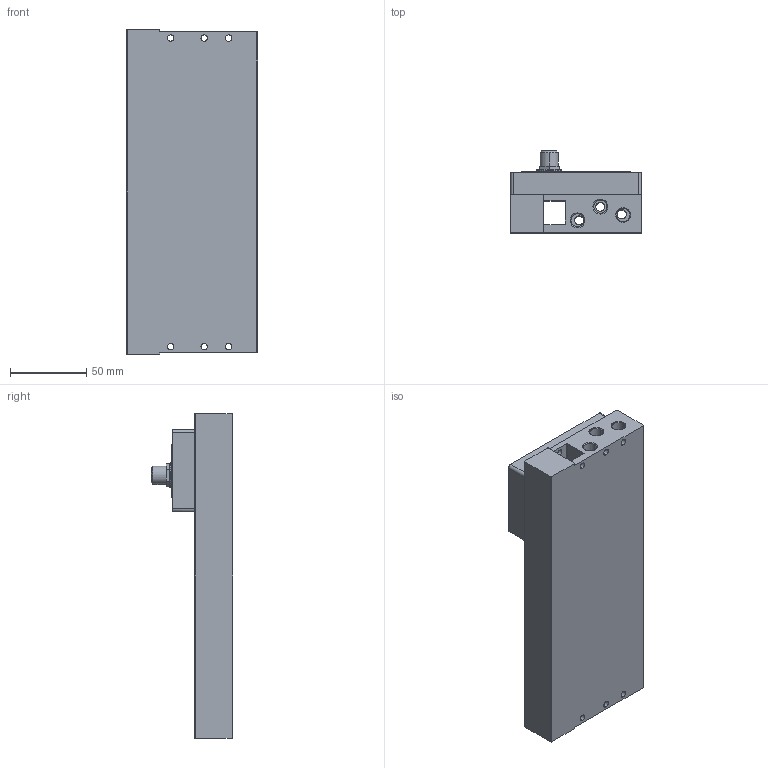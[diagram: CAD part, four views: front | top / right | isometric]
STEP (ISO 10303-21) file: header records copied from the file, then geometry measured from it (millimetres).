
FILE_DESCRIPTION (( 'STEP AP203' ), '1' );
FILE_NAME ('ES1VM-12F-M7LK16.STEP', '2022-08-23T11:54:14', ( '' ), ( '' ), 'SwSTEP 2.0', 'SolidWorks 2022', '' );
FILE_SCHEMA (( 'CONFIG_CONTROL_DESIGN' ));
Length unit declared in the file: millimetre
Products named in the file (1): ES1VM-12F-M7LK16
Bounding box: 86 x 53.6 x 213 mm (x, y, z)
Volume: 439542.9 mm3; surface area: 93499.5 mm2
Topology: 1 solids, 1 shells, 435 faces, 1060 edges, 682 vertices
Faces by surface type: cylinder 200, cone 112, plane 111, bspline 12
Entity records: 14061 total; most frequent: CARTESIAN_POINT 3318, DIRECTION 2406, ORIENTED_EDGE 2120, EDGE_CURVE 1060, AXIS2_PLACEMENT_3D 994, VERTEX_POINT 682, CIRCLE 570, EDGE_LOOP 538
